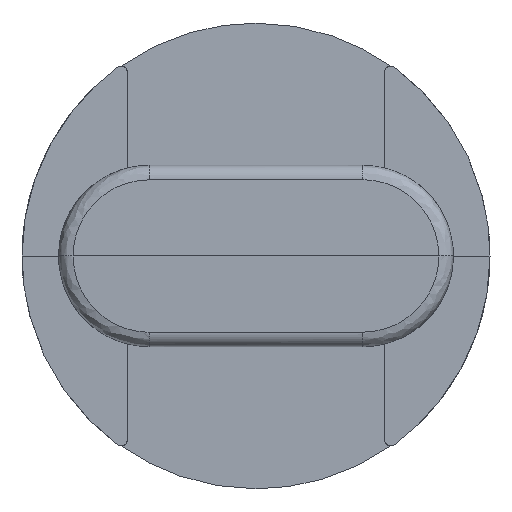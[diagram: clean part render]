
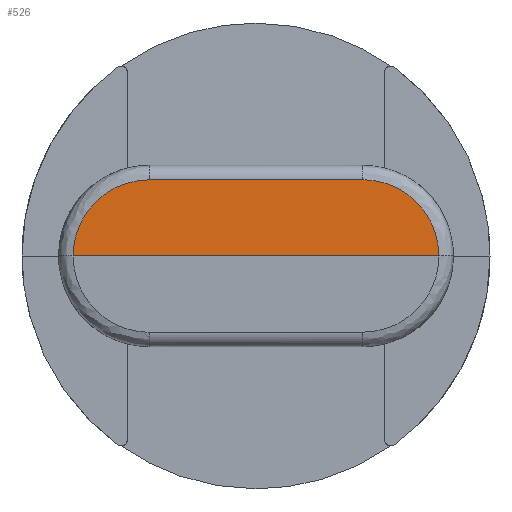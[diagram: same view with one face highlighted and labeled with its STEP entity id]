
A CAD part, front view. The second image highlights one B-rep face of the part: STEP entity #526.
In plain terms, the highlighted planar face has unit normal (0, -1, 0.009).
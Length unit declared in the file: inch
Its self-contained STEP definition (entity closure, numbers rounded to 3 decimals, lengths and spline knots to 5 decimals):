
#91 = CARTESIAN_POINT ( 'NONE',  ( 0.24608, -0.35421, 0.01361 ) ) ;
#236 = VERTEX_POINT ( 'NONE', #4572 ) ;
#289 = CARTESIAN_POINT ( 'NONE',  ( -0.24608, -0.35421, 0.01363 ) ) ;
#496 = VECTOR ( 'NONE', #3025, 39.37008 ) ;
#520 = PLANE ( 'NONE',  #770 ) ;
#526 = ADVANCED_FACE ( 'NONE', ( #2317 ), #520, .T. ) ;
#590 = ORIENTED_EDGE ( 'NONE', *, *, #4035, .F. ) ;
#600 = VERTEX_POINT ( 'NONE', #2618 ) ;
#660 = ORIENTED_EDGE ( 'NONE', *, *, #793, .T. ) ;
#723 = CARTESIAN_POINT ( 'NONE',  ( -0.19529, -0.35355, 0.08963 ) ) ;
#770 = AXIS2_PLACEMENT_3D ( 'NONE', #1915, #3768, #2639 ) ;
#793 = EDGE_CURVE ( 'NONE', #3138, #600, #2858, .T. ) ;
#903 = CARTESIAN_POINT ( 'NONE',  ( 0.1458, -0.35344, 0.10253 ) ) ;
#1034 = CARTESIAN_POINT ( 'NONE',  ( -0.23309, -0.35388, 0.05186 ) ) ;
#1140 = CARTESIAN_POINT ( 'NONE',  ( 0.21123, -0.35366, 0.0774 ) ) ;
#1163 = CARTESIAN_POINT ( 'NONE',  ( 0.18896, -0.35353, 0.09223 ) ) ;
#1373 = CARTESIAN_POINT ( 'NONE',  ( 0.1437, -0.35344, 0.10253 ) ) ;
#1412 = CARTESIAN_POINT ( 'NONE',  ( -0.24349, -0.3541, 0.02672 ) ) ;
#1520 = CARTESIAN_POINT ( 'NONE',  ( 0.2331, -0.35388, 0.05186 ) ) ;
#1591 = CARTESIAN_POINT ( 'NONE',  ( 0.24349, -0.3541, 0.02673 ) ) ;
#1689 = LINE ( 'NONE', #903, #2444 ) ;
#1731 = CARTESIAN_POINT ( 'NONE',  ( -0.22567, -0.35378, 0.06298 ) ) ;
#1863 = EDGE_CURVE ( 'NONE', #236, #3836, #2949, .T. ) ;
#1898 = CARTESIAN_POINT ( 'NONE',  ( 0.22567, -0.35378, 0.06297 ) ) ;
#1915 = CARTESIAN_POINT ( 'NONE',  ( 0.2659, -0.35433, 0. ) ) ;
#1966 = DIRECTION ( 'NONE',  ( 1., 0., 0. ) ) ;
#1994 = LINE ( 'NONE', #2256, #496 ) ;
#2014 = ORIENTED_EDGE ( 'NONE', *, *, #1863, .T. ) ;
#2015 = ORIENTED_EDGE ( 'NONE', *, *, #3274, .T. ) ;
#2256 = CARTESIAN_POINT ( 'NONE',  ( -0.24606, -0.35433, 0. ) ) ;
#2317 = FACE_OUTER_BOUND ( 'NONE', #2784, .T. ) ;
#2444 = VECTOR ( 'NONE', #1966, 39.37008 ) ;
#2494 = CARTESIAN_POINT ( 'NONE',  ( -0.20642, -0.35361, 0.0822 ) ) ;
#2618 = CARTESIAN_POINT ( 'NONE',  ( -0.24606, -0.35433, 0. ) ) ;
#2626 = CARTESIAN_POINT ( 'NONE',  ( 0.15723, -0.35344, 0.10253 ) ) ;
#2639 = DIRECTION ( 'NONE',  ( 0., -0.009, -1. ) ) ;
#2784 = EDGE_LOOP ( 'NONE', ( #2015, #2014, #590, #660 ) ) ;
#2851 = CARTESIAN_POINT ( 'NONE',  ( -0.24606, -0.35433, 0. ) ) ;
#2858 = B_SPLINE_CURVE_WITH_KNOTS ( 'NONE', 3,
 ( #4323, #4272, #3542, #723, #2494, #1731, #1034, #1412, #289, #2851 ),
 .UNSPECIFIED., .F., .F.,
 ( 4, 2, 2, 2, 4 ),
 ( 0., 0.25, 0.5, 0.75, 1. ),
 .UNSPECIFIED. ) ;
#2949 = B_SPLINE_CURVE_WITH_KNOTS ( 'NONE', 3,
 ( #4410, #91, #1591, #1520, #1898, #1140, #2961, #4432, #1163, #3027, #2626, #4068 ),
 .UNSPECIFIED., .F., .F.,
 ( 4, 2, 2, 2, 2, 4 ),
 ( 0., 0.25, 0.5, 0.625, 0.75, 1. ),
 .UNSPECIFIED. ) ;
#2961 = CARTESIAN_POINT ( 'NONE',  ( 0.20605, -0.35362, 0.08165 ) ) ;
#3025 = DIRECTION ( 'NONE',  ( 1., 0., 0. ) ) ;
#3027 = CARTESIAN_POINT ( 'NONE',  ( 0.17023, -0.35346, 0.09996 ) ) ;
#3138 = VERTEX_POINT ( 'NONE', #3216 ) ;
#3216 = CARTESIAN_POINT ( 'NONE',  ( -0.1437, -0.35344, 0.10253 ) ) ;
#3274 = EDGE_CURVE ( 'NONE', #600, #236, #1994, .T. ) ;
#3542 = CARTESIAN_POINT ( 'NONE',  ( -0.17014, -0.35346, 0.09999 ) ) ;
#3768 = DIRECTION ( 'NONE',  ( 0., -1., 0.009 ) ) ;
#3836 = VERTEX_POINT ( 'NONE', #1373 ) ;
#4035 = EDGE_CURVE ( 'NONE', #3138, #3836, #1689, .T. ) ;
#4068 = CARTESIAN_POINT ( 'NONE',  ( 0.1437, -0.35344, 0.10253 ) ) ;
#4272 = CARTESIAN_POINT ( 'NONE',  ( -0.15721, -0.35344, 0.10253 ) ) ;
#4323 = CARTESIAN_POINT ( 'NONE',  ( -0.1437, -0.35344, 0.10253 ) ) ;
#4410 = CARTESIAN_POINT ( 'NONE',  ( 0.24606, -0.35433, 0. ) ) ;
#4432 = CARTESIAN_POINT ( 'NONE',  ( 0.19494, -0.35355, 0.08906 ) ) ;
#4572 = CARTESIAN_POINT ( 'NONE',  ( 0.24606, -0.35433, 0. ) ) ;
